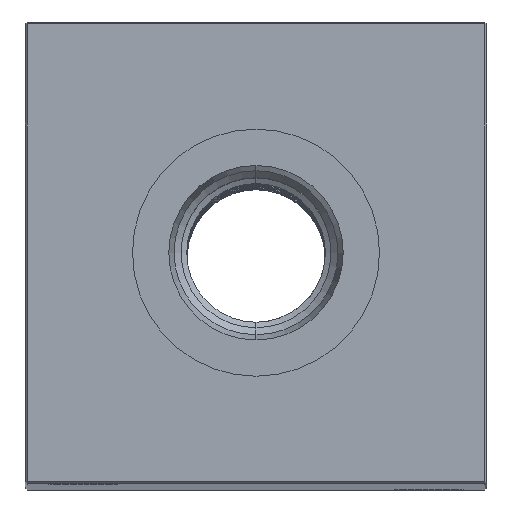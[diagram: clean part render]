
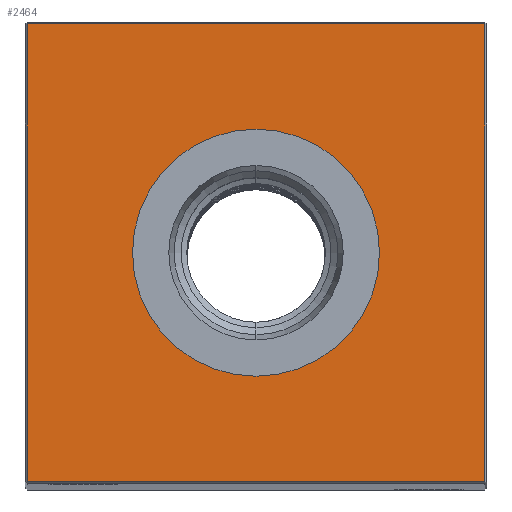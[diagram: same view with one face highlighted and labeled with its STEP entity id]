
A CAD part, top view. The second image highlights one B-rep face of the part: STEP entity #2464.
In plain terms, the highlighted planar face has unit normal (0, 0, 1).
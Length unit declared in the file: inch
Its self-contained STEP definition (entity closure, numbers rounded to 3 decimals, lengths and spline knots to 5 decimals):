
#515 = CARTESIAN_POINT ( 'NONE',  ( -1.24, 1.24, 20.5 ) ) ;
#968 = EDGE_CURVE ( 'NONE', #12790, #7425, #12178, .T. ) ;
#1524 = FACE_OUTER_BOUND ( 'NONE', #14085, .T. ) ;
#1923 = VERTEX_POINT ( 'NONE', #21543 ) ;
#2464 = ADVANCED_FACE ( 'NONE', ( #1524, #15964 ), #8994, .F. ) ;
#2671 = LINE ( 'NONE', #4948, #11373 ) ;
#3679 = LINE ( 'NONE', #30917, #29507 ) ;
#3742 = VERTEX_POINT ( 'NONE', #20874 ) ;
#4116 = DIRECTION ( 'NONE',  ( 1., 0., 0. ) ) ;
#4123 = DIRECTION ( 'NONE',  ( -1., 0., 0. ) ) ;
#4948 = CARTESIAN_POINT ( 'NONE',  ( 1.24, 0., 20.5 ) ) ;
#4970 = EDGE_CURVE ( 'NONE', #3742, #1923, #13113, .T. ) ;
#6386 = LINE ( 'NONE', #13835, #28556 ) ;
#7425 = VERTEX_POINT ( 'NONE', #13213 ) ;
#8153 = EDGE_CURVE ( 'NONE', #17621, #25643, #2671, .T. ) ;
#8258 = CARTESIAN_POINT ( 'NONE',  ( 1.24, -1.24, 20.5 ) ) ;
#8339 = ORIENTED_EDGE ( 'NONE', *, *, #968, .T. ) ;
#8568 = AXIS2_PLACEMENT_3D ( 'NONE', #15814, #13536, #4123 ) ;
#8871 = CIRCLE ( 'NONE', #13023, 0.66929 ) ;
#8950 = AXIS2_PLACEMENT_3D ( 'NONE', #9477, #28932, #14169 ) ;
#8994 = PLANE ( 'NONE',  #8568 ) ;
#9477 = CARTESIAN_POINT ( 'NONE',  ( 0., 0., 20.5 ) ) ;
#10009 = CARTESIAN_POINT ( 'NONE',  ( 0., 0., 20.5 ) ) ;
#10987 = DIRECTION ( 'NONE',  ( -1., 0., 0. ) ) ;
#11373 = VECTOR ( 'NONE', #21939, 39.37008 ) ;
#12178 = LINE ( 'NONE', #17185, #16836 ) ;
#12790 = VERTEX_POINT ( 'NONE', #515 ) ;
#13023 = AXIS2_PLACEMENT_3D ( 'NONE', #10009, #24739, #14696 ) ;
#13113 = CIRCLE ( 'NONE', #8950, 0.66929 ) ;
#13213 = CARTESIAN_POINT ( 'NONE',  ( -1.24, -1.24, 20.5 ) ) ;
#13536 = DIRECTION ( 'NONE',  ( 0., 0., -1. ) ) ;
#13835 = CARTESIAN_POINT ( 'NONE',  ( 0., -1.24, 20.5 ) ) ;
#14085 = EDGE_LOOP ( 'NONE', ( #8339, #27222, #22084, #29796 ) ) ;
#14169 = DIRECTION ( 'NONE',  ( -1., 0., 0. ) ) ;
#14696 = DIRECTION ( 'NONE',  ( -1., 0., 0. ) ) ;
#15814 = CARTESIAN_POINT ( 'NONE',  ( 0., 0., 20.5 ) ) ;
#15964 = FACE_BOUND ( 'NONE', #20849, .T. ) ;
#16836 = VECTOR ( 'NONE', #24160, 39.37008 ) ;
#17185 = CARTESIAN_POINT ( 'NONE',  ( -1.24, 0., 20.5 ) ) ;
#17621 = VERTEX_POINT ( 'NONE', #8258 ) ;
#18752 = ORIENTED_EDGE ( 'NONE', *, *, #28740, .T. ) ;
#20849 = EDGE_LOOP ( 'NONE', ( #18752, #24749 ) ) ;
#20874 = CARTESIAN_POINT ( 'NONE',  ( 0., -0.66929, 20.5 ) ) ;
#21543 = CARTESIAN_POINT ( 'NONE',  ( 0., 0.66929, 20.5 ) ) ;
#21939 = DIRECTION ( 'NONE',  ( 0., 1., 0. ) ) ;
#22084 = ORIENTED_EDGE ( 'NONE', *, *, #8153, .T. ) ;
#24160 = DIRECTION ( 'NONE',  ( 0., -1., 0. ) ) ;
#24739 = DIRECTION ( 'NONE',  ( 0., 0., -1. ) ) ;
#24749 = ORIENTED_EDGE ( 'NONE', *, *, #4970, .T. ) ;
#25643 = VERTEX_POINT ( 'NONE', #26216 ) ;
#26216 = CARTESIAN_POINT ( 'NONE',  ( 1.24, 1.24, 20.5 ) ) ;
#26818 = EDGE_CURVE ( 'NONE', #25643, #12790, #3679, .T. ) ;
#27222 = ORIENTED_EDGE ( 'NONE', *, *, #29360, .T. ) ;
#28556 = VECTOR ( 'NONE', #4116, 39.37008 ) ;
#28740 = EDGE_CURVE ( 'NONE', #1923, #3742, #8871, .T. ) ;
#28932 = DIRECTION ( 'NONE',  ( 0., 0., -1. ) ) ;
#29360 = EDGE_CURVE ( 'NONE', #7425, #17621, #6386, .T. ) ;
#29507 = VECTOR ( 'NONE', #10987, 39.37008 ) ;
#29796 = ORIENTED_EDGE ( 'NONE', *, *, #26818, .T. ) ;
#30917 = CARTESIAN_POINT ( 'NONE',  ( 0., 1.24, 20.5 ) ) ;
